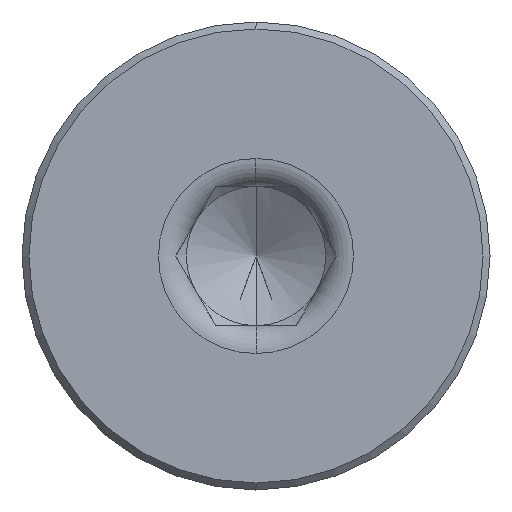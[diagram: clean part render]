
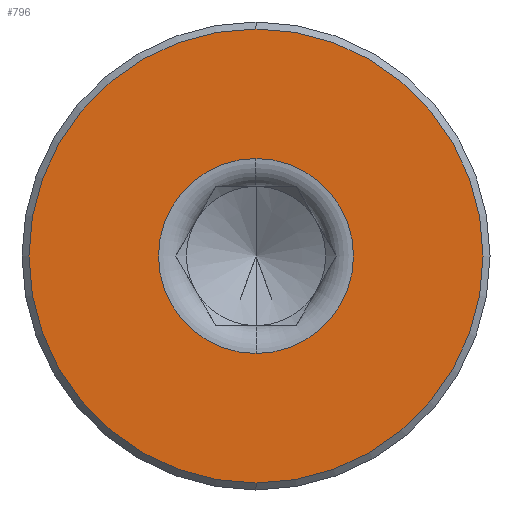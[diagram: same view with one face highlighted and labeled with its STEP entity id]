
A CAD part, left-side view. The second image highlights one B-rep face of the part: STEP entity #796.
In plain terms, the highlighted planar face has unit normal (-1, 0, 0).
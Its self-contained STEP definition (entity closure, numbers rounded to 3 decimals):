
#26 = DIRECTION ( 'NONE',  ( 0., 0., -1. ) ) ;
#53 = AXIS2_PLACEMENT_3D ( 'NONE', #821, #269, #920 ) ;
#69 = VERTEX_POINT ( 'NONE', #1125 ) ;
#74 = EDGE_CURVE ( 'NONE', #69, #150, #649, .T. ) ;
#75 = VERTEX_POINT ( 'NONE', #199 ) ;
#112 = CARTESIAN_POINT ( 'NONE',  ( 0., 0., -7. ) ) ;
#150 = VERTEX_POINT ( 'NONE', #1140 ) ;
#169 = ORIENTED_EDGE ( 'NONE', *, *, #1194, .T. ) ;
#184 = EDGE_CURVE ( 'NONE', #150, #69, #863, .T. ) ;
#199 = CARTESIAN_POINT ( 'NONE',  ( 0., 0., 7. ) ) ;
#210 = DIRECTION ( 'NONE',  ( 1., 0., 0. ) ) ;
#215 = PLANE ( 'NONE',  #787 ) ;
#231 = DIRECTION ( 'NONE',  ( -1., 0., 0. ) ) ;
#267 = CIRCLE ( 'NONE', #53, 7. ) ;
#269 = DIRECTION ( 'NONE',  ( 1., 0., 0. ) ) ;
#344 = EDGE_CURVE ( 'NONE', #75, #797, #267, .T. ) ;
#381 = EDGE_LOOP ( 'NONE', ( #464, #1011 ) ) ;
#464 = ORIENTED_EDGE ( 'NONE', *, *, #74, .T. ) ;
#499 = ORIENTED_EDGE ( 'NONE', *, *, #344, .T. ) ;
#546 = FACE_OUTER_BOUND ( 'NONE', #381, .T. ) ;
#577 = FACE_BOUND ( 'NONE', #1190, .T. ) ;
#643 = AXIS2_PLACEMENT_3D ( 'NONE', #782, #231, #883 ) ;
#649 = CIRCLE ( 'NONE', #1004, 16.3 ) ;
#670 = CARTESIAN_POINT ( 'NONE',  ( 0., 0., 0. ) ) ;
#764 = CARTESIAN_POINT ( 'NONE',  ( 0., 0., 0. ) ) ;
#782 = CARTESIAN_POINT ( 'NONE',  ( 0., 0., 0. ) ) ;
#787 = AXIS2_PLACEMENT_3D ( 'NONE', #670, #1137, #867 ) ;
#796 = ADVANCED_FACE ( 'NONE', ( #546, #577 ), #215, .F. ) ;
#797 = VERTEX_POINT ( 'NONE', #112 ) ;
#821 = CARTESIAN_POINT ( 'NONE',  ( 0., 0., 0. ) ) ;
#863 = CIRCLE ( 'NONE', #643, 16.3 ) ;
#864 = DIRECTION ( 'NONE',  ( 0., 0., -1. ) ) ;
#867 = DIRECTION ( 'NONE',  ( 0., 0., -1. ) ) ;
#883 = DIRECTION ( 'NONE',  ( 0., 0., -1. ) ) ;
#920 = DIRECTION ( 'NONE',  ( 0., 0., -1. ) ) ;
#964 = CIRCLE ( 'NONE', #1197, 7. ) ;
#1004 = AXIS2_PLACEMENT_3D ( 'NONE', #1204, #1215, #26 ) ;
#1011 = ORIENTED_EDGE ( 'NONE', *, *, #184, .T. ) ;
#1125 = CARTESIAN_POINT ( 'NONE',  ( 0., 0., -16.3 ) ) ;
#1137 = DIRECTION ( 'NONE',  ( 1., 0., 0. ) ) ;
#1140 = CARTESIAN_POINT ( 'NONE',  ( 0., 0., 16.3 ) ) ;
#1190 = EDGE_LOOP ( 'NONE', ( #169, #499 ) ) ;
#1194 = EDGE_CURVE ( 'NONE', #797, #75, #964, .T. ) ;
#1197 = AXIS2_PLACEMENT_3D ( 'NONE', #764, #210, #864 ) ;
#1204 = CARTESIAN_POINT ( 'NONE',  ( 0., 0., 0. ) ) ;
#1215 = DIRECTION ( 'NONE',  ( -1., 0., 0. ) ) ;
